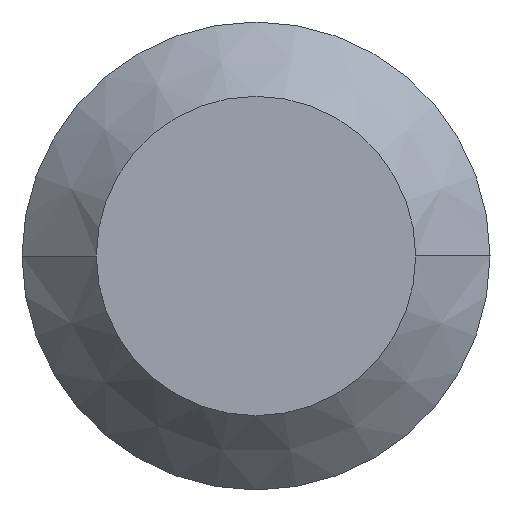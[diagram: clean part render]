
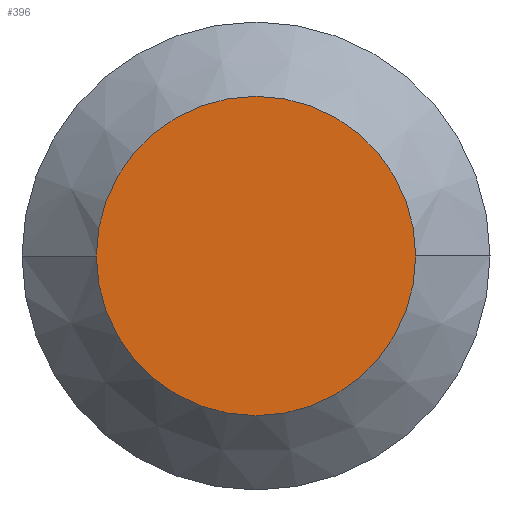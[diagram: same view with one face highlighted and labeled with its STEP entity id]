
A CAD part, left-side view. The second image highlights one B-rep face of the part: STEP entity #396.
In plain terms, the highlighted planar face has unit normal (-1, 0, 0).
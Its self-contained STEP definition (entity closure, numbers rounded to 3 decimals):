
#24 = DIRECTION ( 'NONE',  ( 0., -1., 0. ) ) ;
#26 = FACE_OUTER_BOUND ( 'NONE', #417, .T. ) ;
#49 = VERTEX_POINT ( 'NONE', #258 ) ;
#60 = CARTESIAN_POINT ( 'NONE',  ( 0., 0., 0. ) ) ;
#83 = CARTESIAN_POINT ( 'NONE',  ( 0., 0., 0. ) ) ;
#90 = CARTESIAN_POINT ( 'NONE',  ( 0., 1.365, 0. ) ) ;
#107 = ORIENTED_EDGE ( 'NONE', *, *, #255, .F. ) ;
#116 = EDGE_CURVE ( 'NONE', #49, #149, #166, .T. ) ;
#120 = DIRECTION ( 'NONE',  ( 1., 0., 0. ) ) ;
#122 = CIRCLE ( 'NONE', #132, 1.365 ) ;
#132 = AXIS2_PLACEMENT_3D ( 'NONE', #340, #236, #204 ) ;
#149 = VERTEX_POINT ( 'NONE', #90 ) ;
#166 = CIRCLE ( 'NONE', #270, 1.365 ) ;
#184 = PLANE ( 'NONE',  #226 ) ;
#204 = DIRECTION ( 'NONE',  ( 0., 1., 0. ) ) ;
#217 = ORIENTED_EDGE ( 'NONE', *, *, #116, .F. ) ;
#226 = AXIS2_PLACEMENT_3D ( 'NONE', #60, #346, #24 ) ;
#236 = DIRECTION ( 'NONE',  ( 1., 0., 0. ) ) ;
#255 = EDGE_CURVE ( 'NONE', #149, #49, #122, .T. ) ;
#258 = CARTESIAN_POINT ( 'NONE',  ( 0., -1.365, 0. ) ) ;
#270 = AXIS2_PLACEMENT_3D ( 'NONE', #83, #120, #271 ) ;
#271 = DIRECTION ( 'NONE',  ( 0., 1., 0. ) ) ;
#340 = CARTESIAN_POINT ( 'NONE',  ( 0., 0., 0. ) ) ;
#346 = DIRECTION ( 'NONE',  ( -1., 0., 0. ) ) ;
#396 = ADVANCED_FACE ( 'NONE', ( #26 ), #184, .T. ) ;
#417 = EDGE_LOOP ( 'NONE', ( #107, #217 ) ) ;
